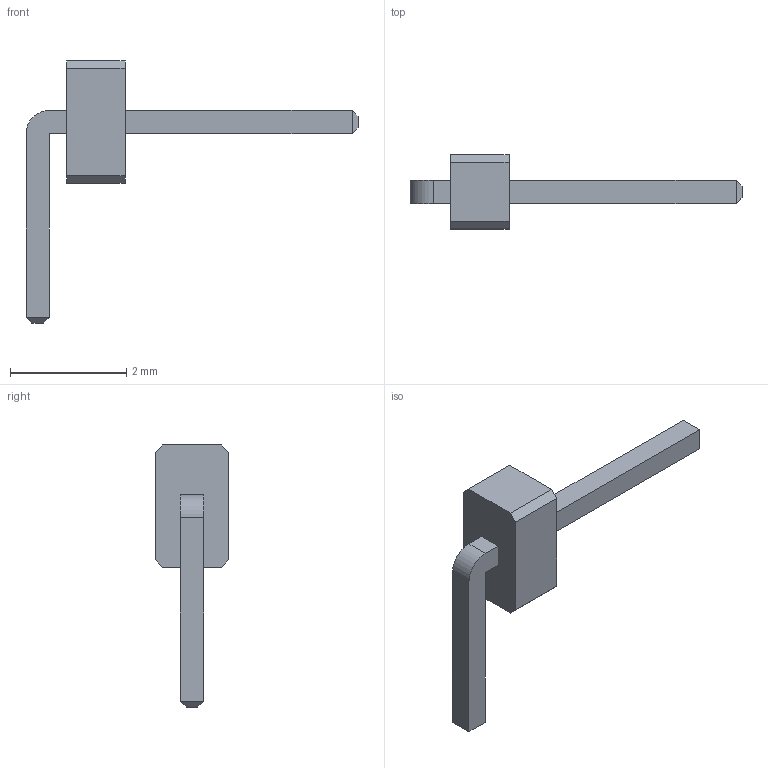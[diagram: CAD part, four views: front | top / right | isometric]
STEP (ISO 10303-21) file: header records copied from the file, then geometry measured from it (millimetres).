
FILE_DESCRIPTION(/* description */ ('model of PinHeader_1x01_P1.27mm_Horizontal'),/* implementation_level */ '2;1');
FILE_NAME(/* name */ 'PinHeader_1x01_P1.27mm_Horizontal.step',/* time_stamp */ '2018-01-24T13:42:50',/* author */ ('kicad StepUp','ksu'),/* organization */ ('FreeCAD'),/* preprocessor_version */ 'OCC',/* originating_system */ 'kicad StepUp',/* authorisation */ '');
FILE_SCHEMA(('AUTOMOTIVE_DESIGN { 1 0 10303 214 1 1 1 1 }'));
Length unit declared in the file: millimetre
Products named in the file (2): PinHeader_1x01_P127mm_Horizontal; Shape0_966392369514
Bounding box: 5.7 x 1.27 x 4.5 mm (x, y, z)
Volume: 4 mm3; surface area: 26 mm2
Topology: 2 solids, 2 shells, 27 faces, 61 edges, 38 vertices
Faces by surface type: plane 26, cylinder 1
Entity records: 559 total; most frequent: ORIENTED_EDGE 93, CARTESIAN_POINT 74, EDGE_CURVE 61, LINE 59, VERTEX_POINT 38, DIRECTION 34, AXIS2_PLACEMENT_3D 30, ADVANCED_FACE 27
